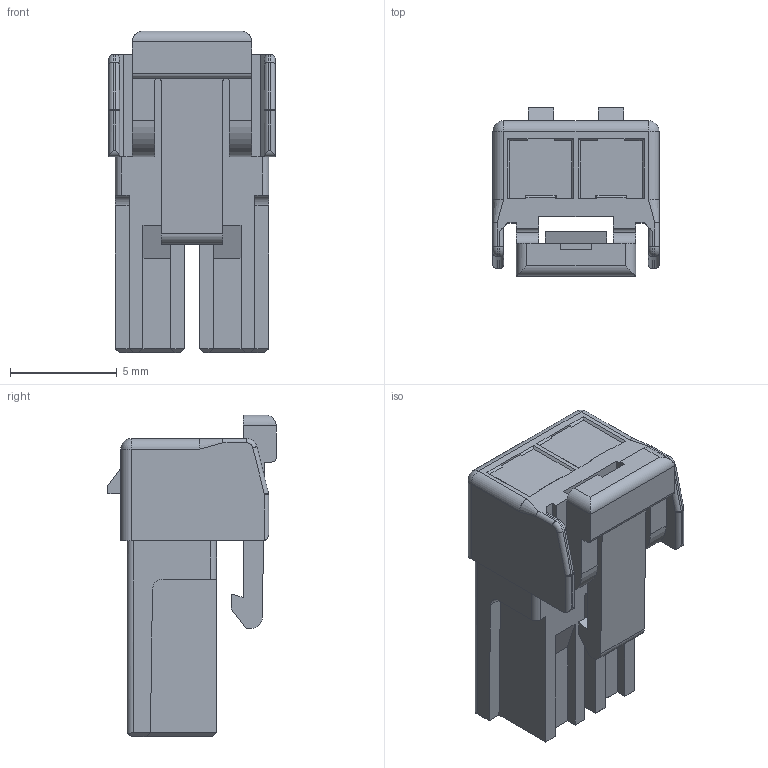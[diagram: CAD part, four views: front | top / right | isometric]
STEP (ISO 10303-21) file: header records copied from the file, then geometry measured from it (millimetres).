
FILE_DESCRIPTION(('Creo Elements/Direct Modeling STEP Export'),'2;1');
FILE_NAME('DF33C-2S-3.3C.stp','2015-11-16T14:17:53',(''),(''),'Creo Elements/Direct Modeling STEP processor for AP214 (Solid Model)','Creo Elements/Direct Modeling 18.1E 22-Nov-2013 (C) Parametric Technology GmbH','');
FILE_SCHEMA(('AUTOMOTIVE_DESIGN { 1 0 10303 214 1 1 1 1 }'));
Length unit declared in the file: millimetre
Products named in the file (1): DF33C-2S-3.3C
Bounding box: 7.8 x 7.9 x 15.1 mm (x, y, z)
Volume: 448.4 mm3; surface area: 650.7 mm2
Topology: 1 solids, 1 shells, 200 faces, 520 edges, 326 vertices
Faces by surface type: plane 142, cylinder 46, torus 8, cone 2, sphere 2
Entity records: 6754 total; most frequent: CARTESIAN_POINT 1831, ORIENTED_EDGE 1036, DIRECTION 986, EDGE_CURVE 518, VECTOR 412, LINE 412, VERTEX_POINT 326, AXIS2_PLACEMENT_3D 287
